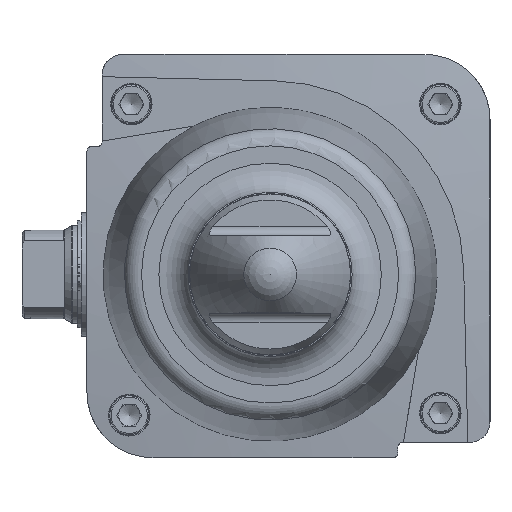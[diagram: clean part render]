
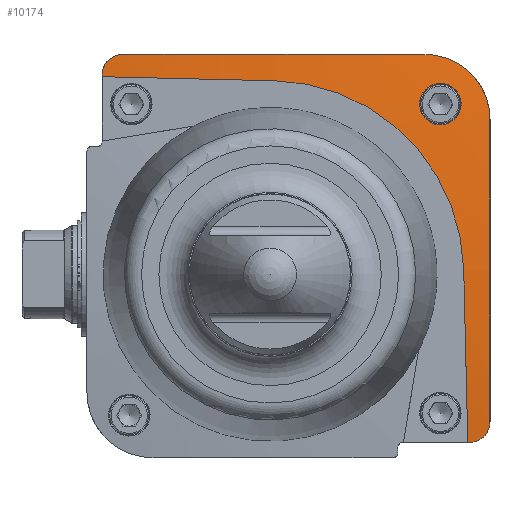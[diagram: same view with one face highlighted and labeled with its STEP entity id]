
A CAD part, left-side view. The second image highlights one B-rep face of the part: STEP entity #10174.
In plain terms, the highlighted spherical face has radius 743 mm.
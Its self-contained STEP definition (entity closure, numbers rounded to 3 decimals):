
#52=SPHERICAL_SURFACE('',#10734,743.);
#286=B_SPLINE_CURVE_WITH_KNOTS('',3,(#14490,#14491,#14492,#14493,#14494,
#14495,#14496),.UNSPECIFIED.,.F.,.F.,(4,1,1,1,4),(0.,0.004,
0.007,0.011,0.015),
 .UNSPECIFIED.);
#287=B_SPLINE_CURVE_WITH_KNOTS('',3,(#14500,#14501,#14502,#14503,#14504,
#14505,#14506,#14507,#14508,#14509,#14510,#14511,#14512),.UNSPECIFIED.,
 .F.,.F.,(4,1,1,1,1,1,1,1,1,1,4),(0.,0.006,
0.009,0.012,0.018,0.023,
0.029,0.032,0.035,0.041,
0.047),.UNSPECIFIED.);
#288=B_SPLINE_CURVE_WITH_KNOTS('',3,(#14516,#14517,#14518,#14519,#14520,
#14521,#14522),.UNSPECIFIED.,.F.,.F.,(4,1,1,1,4),(0.,0.004,
0.007,0.011,0.015),
 .UNSPECIFIED.);
#289=B_SPLINE_CURVE_WITH_KNOTS('',3,(#14525,#14526,#14527,#14528,#14529,
#14530,#14531,#14532,#14533,#14534,#14535,#14536,#14537,#14538,#14539,#14540,
#14541,#14542,#14543),.UNSPECIFIED.,.T.,.F.,(1,1,1,1,1,1,1,1,1,1,1,1,1,
1,1,1,1,1,1,1,1,1,1),(-0.011,-0.008,-0.004,
0.,0.004,0.008,0.011,0.015,
0.019,0.023,0.026,0.03,
0.034,0.038,0.041,0.045,
0.049,0.053,0.056,0.06,
0.064,0.068,0.071),.UNSPECIFIED.);
#490=CIRCLE('',#10735,737.602);
#491=CIRCLE('',#10736,89.4);
#492=CIRCLE('',#10737,737.602);
#493=CIRCLE('',#10738,738.947);
#494=CIRCLE('',#10739,736.034);
#495=CIRCLE('',#10740,736.034);
#496=CIRCLE('',#10741,738.947);
#1137=ORIENTED_EDGE('',*,*,#3050,.F.);
#1138=ORIENTED_EDGE('',*,*,#3051,.F.);
#1139=ORIENTED_EDGE('',*,*,#3052,.F.);
#1140=ORIENTED_EDGE('',*,*,#3053,.T.);
#1141=ORIENTED_EDGE('',*,*,#3054,.T.);
#1142=ORIENTED_EDGE('',*,*,#3055,.T.);
#1143=ORIENTED_EDGE('',*,*,#3056,.T.);
#1144=ORIENTED_EDGE('',*,*,#3057,.T.);
#1145=ORIENTED_EDGE('',*,*,#3058,.T.);
#1146=ORIENTED_EDGE('',*,*,#3059,.T.);
#1147=ORIENTED_EDGE('',*,*,#3060,.T.);
#3050=EDGE_CURVE('',#3975,#3976,#490,.F.);
#3051=EDGE_CURVE('',#3977,#3975,#491,.F.);
#3052=EDGE_CURVE('',#3978,#3977,#492,.F.);
#3053=EDGE_CURVE('',#3978,#3979,#493,.F.);
#3054=EDGE_CURVE('',#3979,#3980,#286,.T.);
#3055=EDGE_CURVE('',#3980,#3981,#494,.F.);
#3056=EDGE_CURVE('',#3981,#3982,#287,.T.);
#3057=EDGE_CURVE('',#3982,#3983,#495,.F.);
#3058=EDGE_CURVE('',#3983,#3984,#288,.T.);
#3059=EDGE_CURVE('',#3984,#3976,#496,.F.);
#3060=EDGE_CURVE('',#3985,#3985,#289,.T.);
#3975=VERTEX_POINT('',#14482);
#3976=VERTEX_POINT('',#14483);
#3977=VERTEX_POINT('',#14485);
#3978=VERTEX_POINT('',#14487);
#3979=VERTEX_POINT('',#14489);
#3980=VERTEX_POINT('',#14497);
#3981=VERTEX_POINT('',#14499);
#3982=VERTEX_POINT('',#14513);
#3983=VERTEX_POINT('',#14515);
#3984=VERTEX_POINT('',#14523);
#3985=VERTEX_POINT('',#14544);
#5522=EDGE_LOOP('',(#1137,#1138,#1139,#1140,#1141,#1142,#1143,#1144,#1145,
#1146));
#5523=EDGE_LOOP('',(#1147));
#6130=FACE_BOUND('',#5522,.T.);
#6131=FACE_BOUND('',#5523,.T.);
#10174=ADVANCED_FACE('',(#6130,#6131),#52,.T.);
#10734=AXIS2_PLACEMENT_3D('',#14480,#11877,#11878);
#10735=AXIS2_PLACEMENT_3D('',#14481,#11879,#11880);
#10736=AXIS2_PLACEMENT_3D('',#14484,#11881,#11882);
#10737=AXIS2_PLACEMENT_3D('',#14486,#11883,#11884);
#10738=AXIS2_PLACEMENT_3D('',#14488,#11885,#11886);
#10739=AXIS2_PLACEMENT_3D('',#14498,#11887,#11888);
#10740=AXIS2_PLACEMENT_3D('',#14514,#11889,#11890);
#10741=AXIS2_PLACEMENT_3D('',#14524,#11891,#11892);
#11877=DIRECTION('',(1.,0.,0.));
#11878=DIRECTION('',(0.,1.,0.));
#11879=DIRECTION('',(0.,-0.024,1.));
#11880=DIRECTION('',(0.,-1.,-0.024));
#11881=DIRECTION('',(1.,0.,0.));
#11882=DIRECTION('',(0.,0.,-1.));
#11883=DIRECTION('',(0.,-1.,0.024));
#11884=DIRECTION('',(0.,-0.024,-1.));
#11885=DIRECTION('',(0.,0.,-1.));
#11886=DIRECTION('',(-1.,0.,0.));
#11887=DIRECTION('',(0.,-1.,0.));
#11888=DIRECTION('',(0.,0.,-1.));
#11889=DIRECTION('',(0.,0.,1.));
#11890=DIRECTION('',(1.,0.,0.));
#11891=DIRECTION('',(0.,1.,0.));
#11892=DIRECTION('',(0.,0.,1.));
#14480=CARTESIAN_POINT('',(519.5,0.,0.));
#14481=CARTESIAN_POINT('',(519.5,-2.106,89.375));
#14482=CARTESIAN_POINT('',(-218.102,-2.106,89.375));
#14483=CARTESIAN_POINT('',(-213.791,77.5,91.251));
#14484=CARTESIAN_POINT('',(-218.102,0.,0.));
#14485=CARTESIAN_POINT('',(-218.102,-89.375,2.106));
#14486=CARTESIAN_POINT('',(519.5,-89.375,2.106));
#14487=CARTESIAN_POINT('',(-213.791,-91.251,-77.5));
#14488=CARTESIAN_POINT('',(519.5,0.,-77.5));
#14489=CARTESIAN_POINT('',(-213.698,-92.,-77.5));
#14490=CARTESIAN_POINT('',(-213.698,-92.,-77.5));
#14491=CARTESIAN_POINT('',(-213.541,-93.248,-77.5));
#14492=CARTESIAN_POINT('',(-213.277,-95.712,-77.01));
#14493=CARTESIAN_POINT('',(-213.074,-98.885,-74.902));
#14494=CARTESIAN_POINT('',(-213.102,-101.002,-71.738));
#14495=CARTESIAN_POINT('',(-213.27,-101.5,-69.252));
#14496=CARTESIAN_POINT('',(-213.387,-101.5,-68.));
#14497=CARTESIAN_POINT('',(-213.387,-101.5,-68.));
#14498=CARTESIAN_POINT('',(519.5,-101.5,0.));
#14499=CARTESIAN_POINT('',(-213.053,-101.5,71.5));
#14500=CARTESIAN_POINT('',(-213.053,-101.5,71.5));
#14501=CARTESIAN_POINT('',(-212.861,-101.5,73.475));
#14502=CARTESIAN_POINT('',(-212.604,-101.21,76.391));
#14503=CARTESIAN_POINT('',(-212.326,-100.266,80.188));
#14504=CARTESIAN_POINT('',(-212.091,-98.93,83.926));
#14505=CARTESIAN_POINT('',(-211.894,-96.635,88.23));
#14506=CARTESIAN_POINT('',(-211.813,-92.845,92.855));
#14507=CARTESIAN_POINT('',(-211.879,-89.067,95.959));
#14508=CARTESIAN_POINT('',(-212.012,-85.659,98.003));
#14509=CARTESIAN_POINT('',(-212.194,-82.132,99.672));
#14510=CARTESIAN_POINT('',(-212.516,-77.396,101.113));
#14511=CARTESIAN_POINT('',(-212.861,-73.475,101.5));
#14512=CARTESIAN_POINT('',(-213.053,-71.5,101.5));
#14513=CARTESIAN_POINT('',(-213.053,-71.5,101.5));
#14514=CARTESIAN_POINT('',(519.5,0.,101.5));
#14515=CARTESIAN_POINT('',(-213.387,68.,101.5));
#14516=CARTESIAN_POINT('',(-213.387,68.,101.5));
#14517=CARTESIAN_POINT('',(-213.27,69.252,101.5));
#14518=CARTESIAN_POINT('',(-213.103,71.725,101.006));
#14519=CARTESIAN_POINT('',(-213.074,74.899,98.888));
#14520=CARTESIAN_POINT('',(-213.276,77.006,95.725));
#14521=CARTESIAN_POINT('',(-213.541,77.5,93.248));
#14522=CARTESIAN_POINT('',(-213.698,77.5,92.));
#14523=CARTESIAN_POINT('',(-213.698,77.5,92.));
#14524=CARTESIAN_POINT('',(519.5,77.5,0.));
#14525=CARTESIAN_POINT('',(-213.706,-82.314,87.676));
#14526=CARTESIAN_POINT('',(-213.59,-85.537,85.533));
#14527=CARTESIAN_POINT('',(-213.706,-87.67,82.325));
#14528=CARTESIAN_POINT('',(-214.03,-88.406,78.558));
#14529=CARTESIAN_POINT('',(-214.512,-87.649,74.817));
#14530=CARTESIAN_POINT('',(-215.077,-85.532,71.656));
#14531=CARTESIAN_POINT('',(-215.642,-82.372,69.536));
#14532=CARTESIAN_POINT('',(-216.123,-78.627,68.776));
#14533=CARTESIAN_POINT('',(-216.447,-74.856,69.512));
#14534=CARTESIAN_POINT('',(-216.562,-71.651,71.646));
#14535=CARTESIAN_POINT('',(-216.448,-69.515,74.849));
#14536=CARTESIAN_POINT('',(-216.125,-68.776,78.613));
#14537=CARTESIAN_POINT('',(-215.644,-69.53,82.357));
#14538=CARTESIAN_POINT('',(-215.079,-71.648,85.524));
#14539=CARTESIAN_POINT('',(-214.513,-74.811,87.647));
#14540=CARTESIAN_POINT('',(-214.031,-78.554,88.405));
#14541=CARTESIAN_POINT('',(-213.706,-82.314,87.676));
#14542=CARTESIAN_POINT('',(-213.59,-85.537,85.533));
#14543=CARTESIAN_POINT('',(-213.706,-87.67,82.325));
#14544=CARTESIAN_POINT('',(-213.629,-85.355,85.355));
